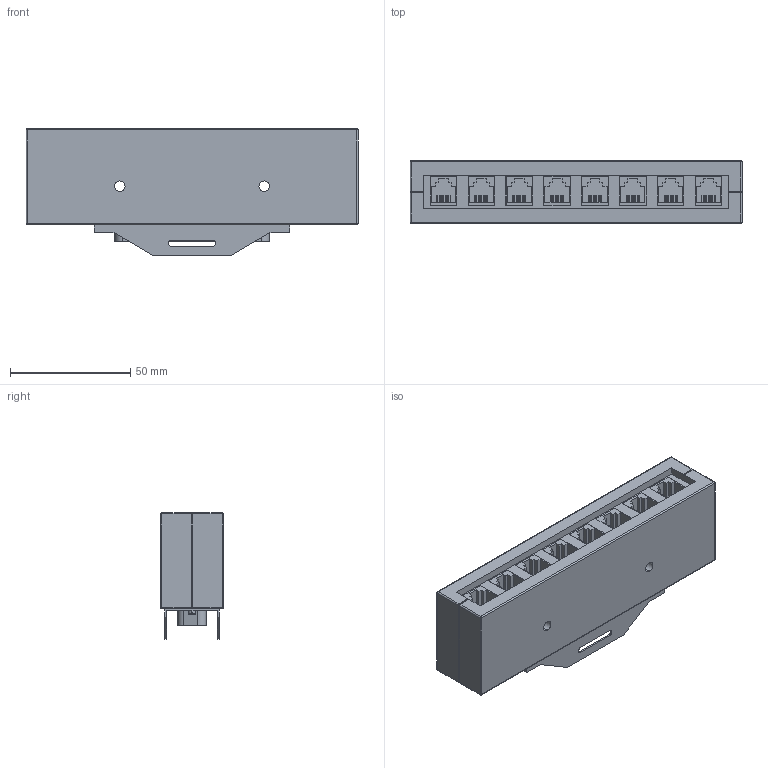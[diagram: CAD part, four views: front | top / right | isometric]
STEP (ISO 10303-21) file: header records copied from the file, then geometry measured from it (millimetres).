
FILE_DESCRIPTION (( 'STEP AP214' ), '1' );
FILE_NAME ('EC608M.STEP', '2009-08-12T20:12:23', ( ' ' ), ( ' ' ), 'SwSTEP 2.0', 'SolidWorks 2008', '' );
FILE_SCHEMA (( 'AUTOMOTIVE_DESIGN' ));
Length unit declared in the file: inch
Products named in the file (6): EC608M-MA2; TELCO 50F; EC608M-MA1; 50 pin centronics receptacle; connector flange_THICK FLANGE; EC608M
Assembly tree (12 placements, depth 3):
  EC608M
    EC608M-MA1  x8
    EC608M-MA2
    TELCO 50F
      50 pin centronics receptacle
      connector flange_THICK FLANGE
Bounding box: 137.92 x 26.16 x 52.58 mm (x, y, z)
Volume: 142647.2 mm3; surface area: 46935.5 mm2
Topology: 11 solids, 11 shells, 1175 faces, 3022 edges, 1997 vertices
Faces by surface type: plane 1053, cylinder 56, bspline 54, sphere 8, torus 4
Entity records: 37302 total; most frequent: CARTESIAN_POINT 7814, ORIENTED_EDGE 4348, DIRECTION 3857, EDGE_CURVE 2174, VECTOR 1945, LINE 1945, VERTEX_POINT 1437, EDGE_LOOP 1029
